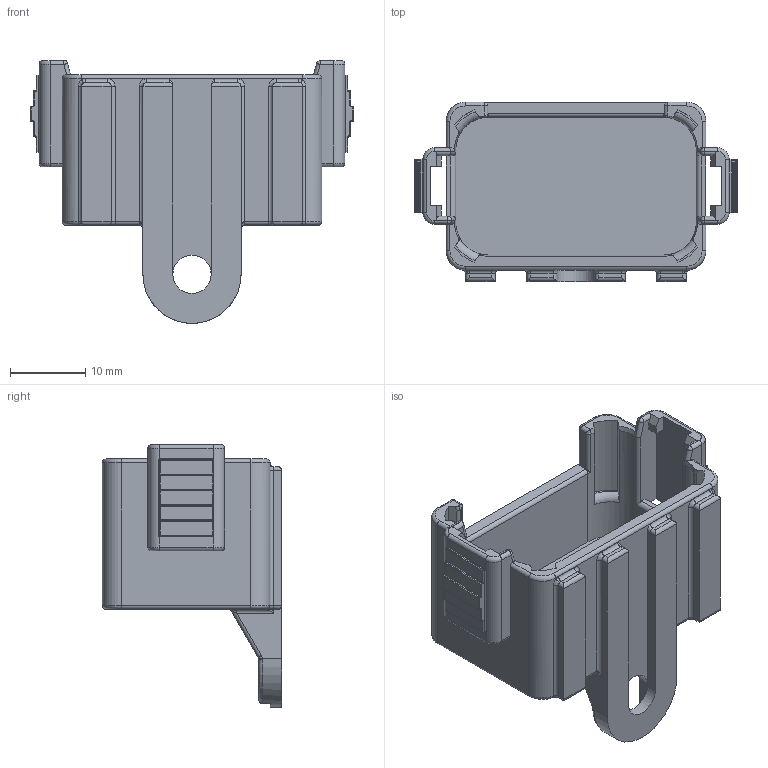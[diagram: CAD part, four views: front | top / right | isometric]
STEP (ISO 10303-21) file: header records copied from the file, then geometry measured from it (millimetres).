
FILE_DESCRIPTION((''),'2;1');
FILE_NAME('C-1011-349-1205','2012-12-19T',('workeradm'),('Tyco Electronics Ltd.'),'PRO/ENGINEER BY PARAMETRIC TECHNOLOGY CORPORATION, 2010430','PRO/ENGINEER BY PARAMETRIC TECHNOLOGY CORPORATION, 2010430','');
FILE_SCHEMA(('AUTOMOTIVE_DESIGN { 1 0 10303 214 1 1 1 1 }'));
Length unit declared in the file: millimetre
Products named in the file (1): C-1011-349-1205
Bounding box: 42.85 x 23.77 x 34.85 mm (x, y, z)
Volume: 5600.4 mm3; surface area: 6315.7 mm2
Topology: 1 solids, 1 shells, 441 faces, 1069 edges, 624 vertices
Faces by surface type: cylinder 191, plane 118, torus 62, sphere 33, bspline 29, cone 8
Entity records: 17863 total; most frequent: CARTESIAN_POINT 4194, DIRECTION 2157, ORIENTED_EDGE 2138, PRESENTATION_STYLE_ASSIGNMENT 1070, STYLED_ITEM 1070, CURVE_STYLE 1069, EDGE_CURVE 1069, AXIS2_PLACEMENT_3D 815
